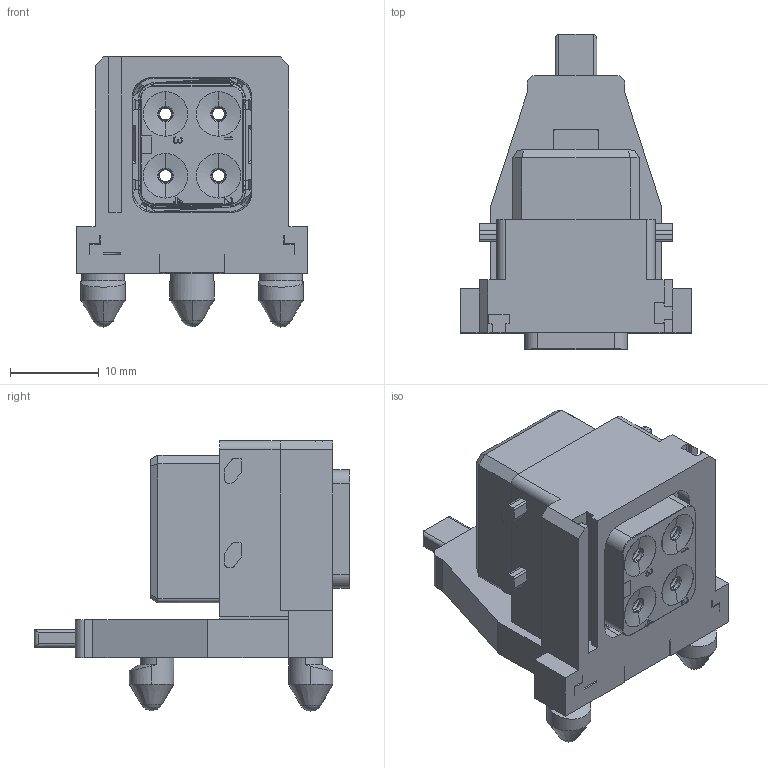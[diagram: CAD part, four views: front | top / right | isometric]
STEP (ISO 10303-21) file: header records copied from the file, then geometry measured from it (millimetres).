
FILE_DESCRIPTION((''),'2;1');
FILE_NAME('35599127000PSU','2020-02-20T',('presta_be4'),(''),'CREO PARAMETRIC BY PTC INC, 2018360','CREO PARAMETRIC BY PTC INC, 2018360','');
FILE_SCHEMA(('CONFIG_CONTROL_DESIGN'));
Products named in the file (1): 35599127000PSU
Bounding box: 26 x 35.49 x 30.4 mm (x, y, z)
Volume: 7713.5 mm3; surface area: 8809.5 mm2
Topology: 1 solids, 1 shells, 1575 faces, 4021 edges, 2475 vertices
Faces by surface type: plane 662, cylinder 324, bspline 238, torus 172, cone 125, sphere 54
Entity records: 72194 total; most frequent: CARTESIAN_POINT 35784, ORIENTED_EDGE 8030, DIRECTION 7070, EDGE_CURVE 4015, AXIS2_PLACEMENT_3D 2537, VERTEX_POINT 2475, VECTOR 1996, LINE 1996
